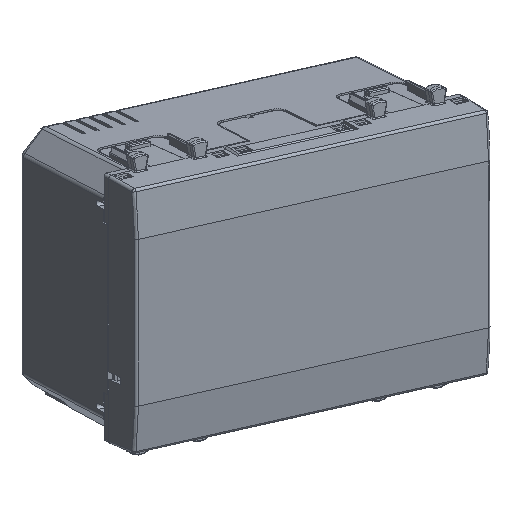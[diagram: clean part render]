
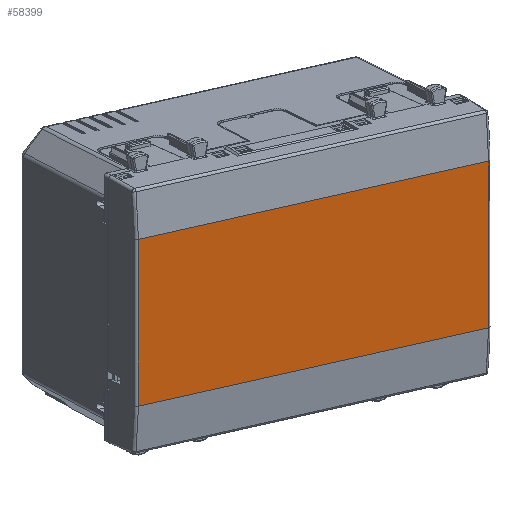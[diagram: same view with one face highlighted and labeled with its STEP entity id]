
A CAD part, top view. The second image highlights one B-rep face of the part: STEP entity #58399.
In plain terms, the highlighted face is planar.
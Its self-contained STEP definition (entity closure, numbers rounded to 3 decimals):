
#58360=CARTESIAN_POINT('Axis2P3D Location',(0.,0.,8.875)) ;
#58365=CARTESIAN_POINT('Line Origine',(0.,33.001,8.875)) ;
#58369=CARTESIAN_POINT('Vertex',(-13.969,33.001,8.875)) ;
#58371=CARTESIAN_POINT('Vertex',(13.969,33.001,8.875)) ;
#58374=CARTESIAN_POINT('Line Origine',(-13.969,0.,8.875)) ;
#58378=CARTESIAN_POINT('Vertex',(-13.969,-33.001,8.875)) ;
#58381=CARTESIAN_POINT('Line Origine',(0.,-33.001,8.875)) ;
#58385=CARTESIAN_POINT('Vertex',(13.969,-33.001,8.875)) ;
#58388=CARTESIAN_POINT('Line Origine',(13.969,0.,8.875)) ;
#58361=DIRECTION('Axis2P3D Direction',(0.,0.,-1.)) ;
#58362=DIRECTION('Axis2P3D XDirection',(-1.,0.,0.)) ;
#58366=DIRECTION('Vector Direction',(-1.,0.,0.)) ;
#58375=DIRECTION('Vector Direction',(0.,1.,0.)) ;
#58382=DIRECTION('Vector Direction',(-1.,0.,0.)) ;
#58389=DIRECTION('Vector Direction',(0.,1.,0.)) ;
#58363=AXIS2_PLACEMENT_3D('Plane Axis2P3D',#58360,#58361,#58362) ;
#58394=ORIENTED_EDGE('',*,*,#58373,.F.) ;
#58395=ORIENTED_EDGE('',*,*,#58380,.T.) ;
#58396=ORIENTED_EDGE('',*,*,#58387,.T.) ;
#58397=ORIENTED_EDGE('',*,*,#58392,.F.) ;
#58367=VECTOR('Line Direction',#58366,1.) ;
#58376=VECTOR('Line Direction',#58375,1.) ;
#58383=VECTOR('Line Direction',#58382,1.) ;
#58390=VECTOR('Line Direction',#58389,1.) ;
#58399=ADVANCED_FACE('PartBody',(#58398),#58364,.F.) ;
#58373=EDGE_CURVE('',#58370,#58372,#58368,.F.) ;
#58380=EDGE_CURVE('',#58370,#58379,#58377,.F.) ;
#58387=EDGE_CURVE('',#58379,#58386,#58384,.F.) ;
#58392=EDGE_CURVE('',#58372,#58386,#58391,.F.) ;
#58393=EDGE_LOOP('',(#58394,#58395,#58396,#58397)) ;
#58398=FACE_OUTER_BOUND('',#58393,.T.) ;
#58368=LINE('Line',#58365,#58367) ;
#58377=LINE('Line',#58374,#58376) ;
#58384=LINE('Line',#58381,#58383) ;
#58391=LINE('Line',#58388,#58390) ;
#58364=PLANE('',#58363) ;
#58370=VERTEX_POINT('',#58369) ;
#58372=VERTEX_POINT('',#58371) ;
#58379=VERTEX_POINT('',#58378) ;
#58386=VERTEX_POINT('',#58385) ;
